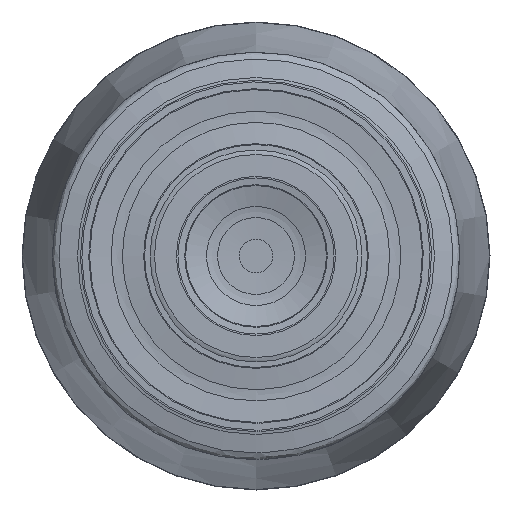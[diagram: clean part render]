
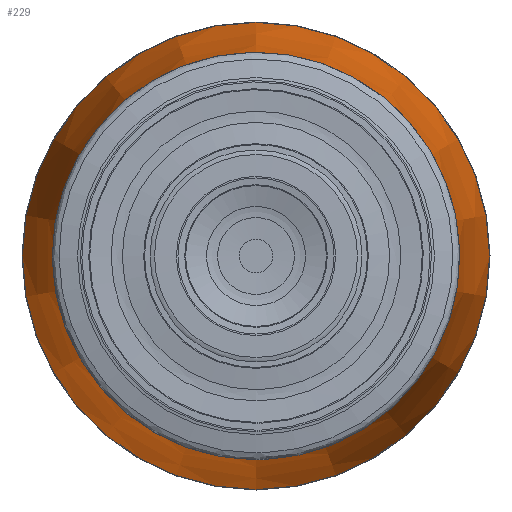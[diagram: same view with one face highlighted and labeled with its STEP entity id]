
A CAD part, left-side view. The second image highlights one B-rep face of the part: STEP entity #229.
In plain terms, the highlighted conical face has half-angle 10.305 degrees and reference radius 26.952 mm.
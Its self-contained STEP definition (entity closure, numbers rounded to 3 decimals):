
#207=CONICAL_SURFACE('',#906,26.952,10.305);
#229=ADVANCED_FACE('',(#317,#318),#207,.T.);
#317=FACE_BOUND('',#444,.T.);
#318=FACE_BOUND('',#445,.T.);
#444=EDGE_LOOP('',(#574));
#445=EDGE_LOOP('',(#575));
#574=ORIENTED_EDGE('',*,*,#755,.T.);
#575=ORIENTED_EDGE('',*,*,#754,.F.);
#689=VERTEX_POINT('',#1264);
#690=VERTEX_POINT('',#1267);
#754=EDGE_CURVE('',#689,#689,#819,.T.);
#755=EDGE_CURVE('',#690,#690,#820,.T.);
#819=CIRCLE('',#903,26.952);
#820=CIRCLE('',#905,23.081);
#903=AXIS2_PLACEMENT_3D('',#1263,#1025,#1026);
#905=AXIS2_PLACEMENT_3D('',#1266,#1029,#1030);
#906=AXIS2_PLACEMENT_3D('',#1268,#1031,#1032);
#1025=DIRECTION('',(1.,0.,0.));
#1026=DIRECTION('',(0.,0.,1.));
#1029=DIRECTION('',(1.,0.,0.));
#1030=DIRECTION('',(0.,0.,1.));
#1031=DIRECTION('',(1.,0.,0.));
#1032=DIRECTION('',(0.,0.,-1.));
#1263=CARTESIAN_POINT('',(120.734,0.,0.));
#1264=CARTESIAN_POINT('',(120.734,0.,26.952));
#1266=CARTESIAN_POINT('',(99.444,0.,0.));
#1267=CARTESIAN_POINT('',(99.444,0.,23.081));
#1268=CARTESIAN_POINT('',(120.734,0.,0.));
